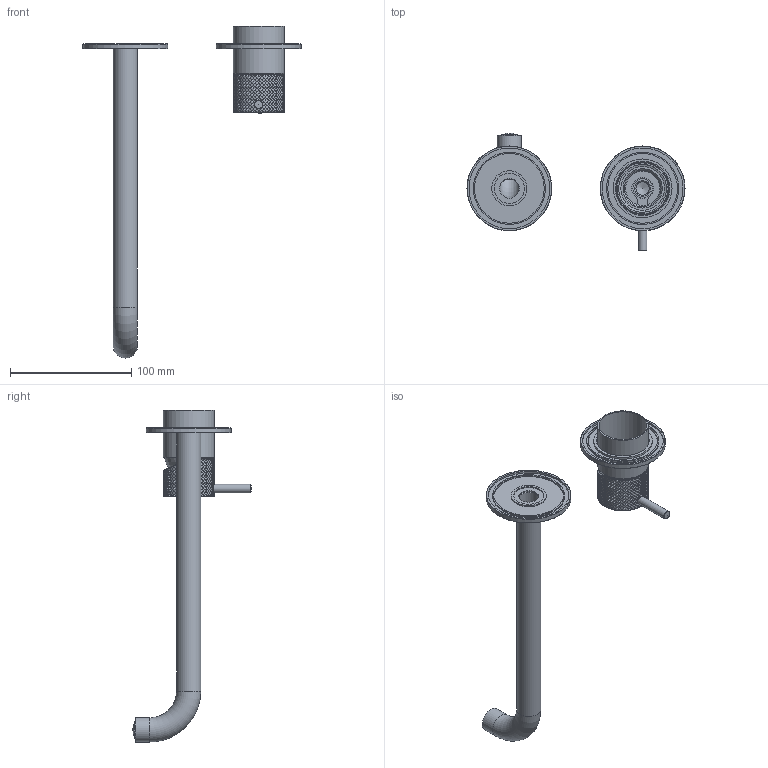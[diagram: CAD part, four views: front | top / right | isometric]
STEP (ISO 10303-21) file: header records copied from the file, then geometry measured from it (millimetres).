
FILE_DESCRIPTION(/* description */ ('Unknown'),/* implementation_level */ '2;1');
FILE_NAME(/* name */ 'CX105-25',/* time_stamp */ '2023-11-20T12:25:58+01:00',/* author */ ('Unknown'),/* organization */ ('Unknown'),/* preprocessor_version */ 'ST-DEVELOPER v18.102',/* originating_system */ 'Solid Edge',/* authorisation */ 'Unknown');
FILE_SCHEMA (('AUTOMOTIVE_DESIGN {1 0 10303 214 3 1 1}'));
Products named in the file (14): CX105EXT25-00; CB031-11; CB105-020_oa_0; CX105-01; CB003-08; CB095-001-25; CB095-08; CB095-04; CB095FL70-00_oa_1; CB005-15; CB031FL70-00_oa_2; CB005-14; CB003-002_oa_3; CB003-002-1
Assembly tree (13 placements, depth 3):
  CX105EXT25-00
    CB031-11
    CB105-020_oa_0
      CX105-01
      CB003-08
    CB095-001-25
      CB095-08
      CB095-04
    CB095FL70-00_oa_1
      CB005-15
    CB031FL70-00_oa_2
      CB005-14
    CB003-002_oa_3
      CB003-002-1
Bounding box: 179.9 x 97.52 x 273.8 mm (x, y, z)
Volume: 70105.8 mm3; surface area: 75215.3 mm2
Topology: 8 solids, 8 shells, 4918 faces, 11122 edges, 6252 vertices
Faces by surface type: bspline 3697, cylinder 1003, plane 168, torus 30, cone 19, sphere 1
Full cylindrical faces by diameter (mm): 3.3 x2, 4 x1, 5 x2, 6 x1, 7 x1, 7.2 x1, 11 x1, 12.196 x1, 13.464 x1, 14.577 x1, 15.033 x1, 15.218 x1, 15.229 x1, 16 x3, 16.1 x2, 16.3 x2, 16.5 x2, 16.75 x1, 20 x2, 20.5 x1, 25 x1, 28.3 x1, 29 x1, 30.376 x2, 36 x1, 39 x1, 39.5 x1, 42 x1, 42.5 x1, 43 x1
Entity records: 275098 total; most frequent: CARTESIAN_POINT 165540, ORIENTED_EDGE 22016, EDGE_CURVE 11008, B_SPLINE_CURVE_WITH_KNOTS 10442, VERTEX_POINT 6228, FACE_BOUND 5054, EDGE_LOOP 5051, ADVANCED_FACE 4918
